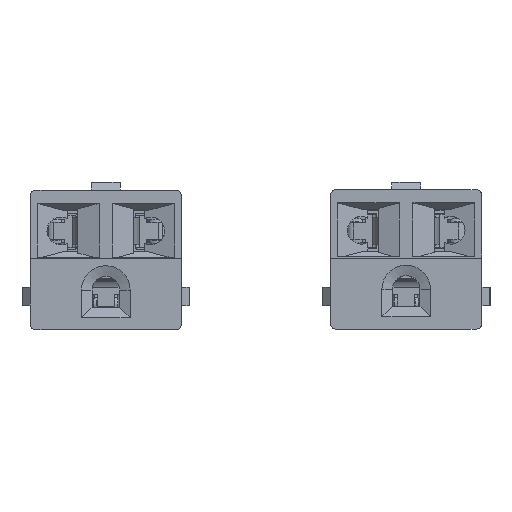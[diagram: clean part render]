
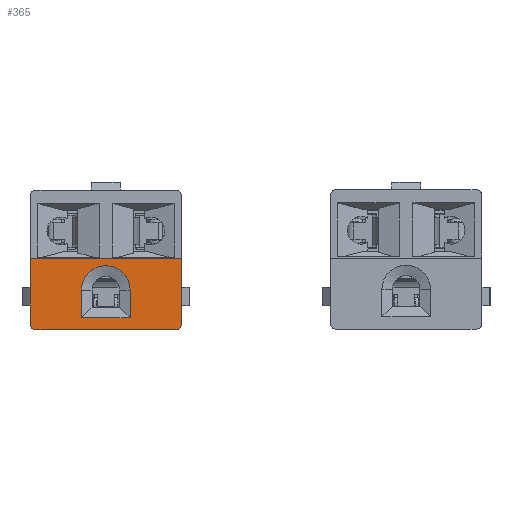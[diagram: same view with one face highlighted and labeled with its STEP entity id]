
A CAD part, top view. The second image highlights one B-rep face of the part: STEP entity #365.
In plain terms, the highlighted planar face has unit normal (0, 0, 1).
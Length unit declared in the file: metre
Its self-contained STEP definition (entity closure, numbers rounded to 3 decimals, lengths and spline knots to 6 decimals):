
#365=ADVANCED_FACE('17:95',(#1007,#1008),#1009,.T.);
#1007=FACE_BOUND('',#2259,.T.);
#1008=FACE_OUTER_BOUND('',#2260,.T.);
#1009=PLANE('',#2261);
#2259=EDGE_LOOP('',(#3803,#3804,#3805,#3806));
#2260=EDGE_LOOP('',(#3807,#3808,#3809,#3810,#3811,#3812,#3813,#3814));
#2261=AXIS2_PLACEMENT_3D('',#3815,#3816,#3817);
#3803=ORIENTED_EDGE('',*,*,#10331,.F.);
#3804=ORIENTED_EDGE('',*,*,#10332,.F.);
#3805=ORIENTED_EDGE('',*,*,#10333,.F.);
#3806=ORIENTED_EDGE('',*,*,#10334,.F.);
#3807=ORIENTED_EDGE('',*,*,#10274,.F.);
#3808=ORIENTED_EDGE('',*,*,#10335,.T.);
#3809=ORIENTED_EDGE('',*,*,#10336,.F.);
#3810=ORIENTED_EDGE('',*,*,#10296,.F.);
#3811=ORIENTED_EDGE('',*,*,#10292,.F.);
#3812=ORIENTED_EDGE('',*,*,#10270,.F.);
#3813=ORIENTED_EDGE('',*,*,#10330,.T.);
#3814=ORIENTED_EDGE('',*,*,#10289,.F.);
#3815=CARTESIAN_POINT('',(-0.01222,0.013325,0.));
#3816=DIRECTION('',(0.,0.,1.0));
#3817=DIRECTION('',(0.,1.0,0.));
#10270=EDGE_CURVE('17:374',#11810,#11806,#11812,.T.);
#10274=EDGE_CURVE('17:362',#11818,#11814,#11820,.T.);
#10289=EDGE_CURVE('17:362',#11814,#11847,#11848,.T.);
#10292=EDGE_CURVE('17:374',#11806,#11852,#11853,.T.);
#10296=EDGE_CURVE('17:389',#11852,#11858,#11859,.T.);
#10330=EDGE_CURVE('17:491',#11810,#11847,#11922,.F.);
#10331=EDGE_CURVE('17:494',#11923,#11924,#11925,.T.);
#10332=EDGE_CURVE('17:497',#11926,#11923,#11927,.T.);
#10333=EDGE_CURVE('17:500',#11928,#11926,#11929,.T.);
#10334=EDGE_CURVE('17:503',#11924,#11928,#11930,.T.);
#10335=EDGE_CURVE('17:506',#11818,#11931,#11932,.T.);
#10336=EDGE_CURVE('17:509',#11858,#11931,#11933,.T.);
#11806=VERTEX_POINT('',#14256);
#11810=VERTEX_POINT('',#14261);
#11812=CIRCLE('',#14264,0.00109);
#11814=VERTEX_POINT('',#14266);
#11818=VERTEX_POINT('',#14271);
#11820=CIRCLE('',#14274,0.00109);
#11847=VERTEX_POINT('',#14307);
#11848=CIRCLE('',#14308,0.00109);
#11852=VERTEX_POINT('',#14313);
#11853=CIRCLE('',#14314,0.00109);
#11858=VERTEX_POINT('',#14321);
#11859=LINE('',#14322,#14323);
#11922=LINE('',#14419,#14420);
#11923=VERTEX_POINT('',#14421);
#11924=VERTEX_POINT('',#14422);
#11925=LINE('',#14423,#14424);
#11926=VERTEX_POINT('',#14425);
#11927=CIRCLE('',#14426,0.00464);
#11928=VERTEX_POINT('',#14427);
#11929=LINE('',#14428,#14429);
#11930=LINE('',#14430,#14431);
#11931=VERTEX_POINT('',#14432);
#11932=LINE('',#14433,#14434);
#11933=LINE('',#14435,#14436);
#14256=CARTESIAN_POINT('',(-0.026336,0.000314,0.));
#14261=CARTESIAN_POINT('',(-0.025565,-0.000005,0.));
#14264=AXIS2_PLACEMENT_3D('',#19529,#19530,#19531);
#14266=CARTESIAN_POINT('',(0.001896,0.000314,0.));
#14271=CARTESIAN_POINT('',(0.002215,0.001085,0.));
#14274=AXIS2_PLACEMENT_3D('',#19537,#19538,#19539);
#14307=CARTESIAN_POINT('',(0.001125,-0.000005,0.));
#14308=AXIS2_PLACEMENT_3D('',#19570,#19571,#19572);
#14313=CARTESIAN_POINT('',(-0.026655,0.001085,0.));
#14314=AXIS2_PLACEMENT_3D('',#19577,#19578,#19579);
#14321=CARTESIAN_POINT('',(-0.026655,0.013596,0.));
#14322=CARTESIAN_POINT('',(-0.026655,0.013325,0.));
#14323=VECTOR('',#19585,1.0);
#14419=CARTESIAN_POINT('',(-0.00665,-0.000005,0.));
#14420=VECTOR('',#19619,1.0);
#14421=CARTESIAN_POINT('',(-0.01686,0.007592,0.));
#14422=CARTESIAN_POINT('',(-0.01686,0.002335,0.));
#14423=CARTESIAN_POINT('',(-0.01686,0.011485,0.));
#14424=VECTOR('',#19620,1.0);
#14425=CARTESIAN_POINT('',(-0.00758,0.007592,0.));
#14426=AXIS2_PLACEMENT_3D('',#19621,#19622,#19623);
#14427=CARTESIAN_POINT('',(-0.00758,0.002335,0.));
#14428=CARTESIAN_POINT('',(-0.00758,0.011485,0.));
#14429=VECTOR('',#19624,1.0);
#14430=CARTESIAN_POINT('',(-0.01189,0.002335,0.));
#14431=VECTOR('',#19625,1.0);
#14432=CARTESIAN_POINT('',(0.002215,0.013596,0.));
#14433=CARTESIAN_POINT('',(0.002215,0.013325,0.));
#14434=VECTOR('',#19626,1.0);
#14435=CARTESIAN_POINT('',(-0.015829,0.013596,0.));
#14436=VECTOR('',#19627,1.0);
#19529=CARTESIAN_POINT('',(-0.025565,0.001085,0.));
#19530=DIRECTION('',(0.,0.,-1.0));
#19531=DIRECTION('',(-0.707,-0.707,0.));
#19537=CARTESIAN_POINT('',(0.001125,0.001085,0.));
#19538=DIRECTION('',(0.,0.,-1.0));
#19539=DIRECTION('',(0.707,-0.707,0.));
#19570=CARTESIAN_POINT('',(0.001125,0.001085,0.));
#19571=DIRECTION('',(0.,0.,-1.0));
#19572=DIRECTION('',(0.707,-0.707,0.));
#19577=CARTESIAN_POINT('',(-0.025565,0.001085,0.));
#19578=DIRECTION('',(0.,0.,-1.0));
#19579=DIRECTION('',(-0.707,-0.707,0.));
#19585=DIRECTION('',(0.,1.0,0.));
#19619=DIRECTION('',(-1.0,0.,0.));
#19620=DIRECTION('',(0.,-1.0,0.));
#19621=CARTESIAN_POINT('',(-0.01222,0.007592,0.));
#19622=DIRECTION('',(0.,0.,1.0));
#19623=DIRECTION('',(1.0,0.,0.));
#19624=DIRECTION('',(0.,1.0,0.));
#19625=DIRECTION('',(1.0,0.,0.));
#19626=DIRECTION('',(0.,1.0,0.));
#19627=DIRECTION('',(1.0,0.,0.));
